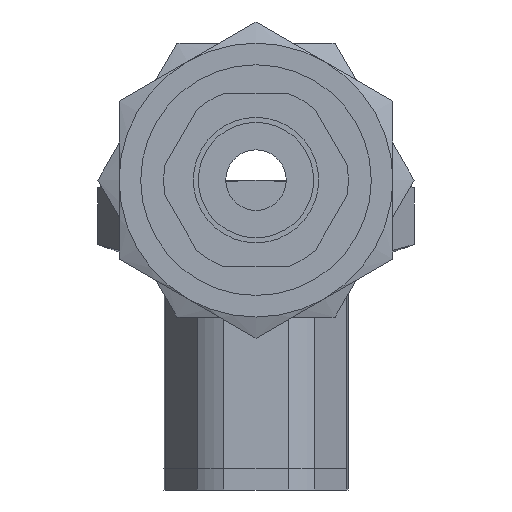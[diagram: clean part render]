
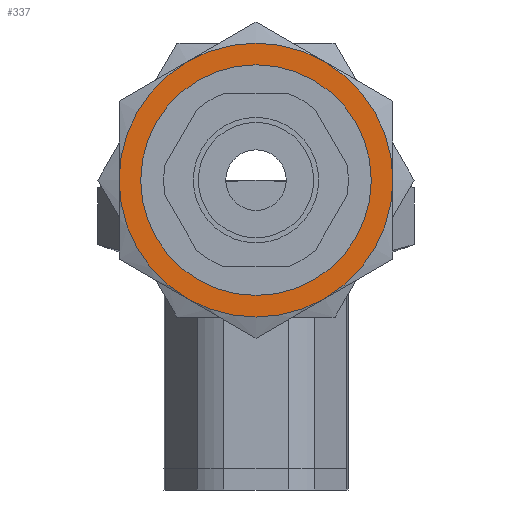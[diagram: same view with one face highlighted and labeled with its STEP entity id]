
A CAD part, front view. The second image highlights one B-rep face of the part: STEP entity #337.
In plain terms, the highlighted face is planar.
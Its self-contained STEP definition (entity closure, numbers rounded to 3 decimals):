
#337 = ADVANCED_FACE( 'NONE', ( #558, #559 ), #560, .F. );
#558 = FACE_OUTER_BOUND( '', #741, .T. );
#559 = FACE_BOUND( '', #742, .T. );
#560 = PLANE( '', #743 );
#741 = EDGE_LOOP( '', ( #1043, #1044, #1045, #1046, #1047, #1048 ) );
#742 = EDGE_LOOP( '', ( #1049 ) );
#743 = AXIS2_PLACEMENT_3D( '', #1050, #1051, #1052 );
#1043 = ORIENTED_EDGE( '', *, *, #1418, .T. );
#1044 = ORIENTED_EDGE( '', *, *, #1400, .T. );
#1045 = ORIENTED_EDGE( '', *, *, #1416, .T. );
#1046 = ORIENTED_EDGE( '', *, *, #1399, .T. );
#1047 = ORIENTED_EDGE( '', *, *, #1397, .T. );
#1048 = ORIENTED_EDGE( '', *, *, #1380, .T. );
#1049 = ORIENTED_EDGE( '', *, *, #1396, .F. );
#1050 = CARTESIAN_POINT( '', ( 10.97, 0., 0. ) );
#1051 = DIRECTION( '', ( 0., 0., -1. ) );
#1052 = DIRECTION( '', ( 0., -1., 0. ) );
#1380 = EDGE_CURVE( 'NONE', #1551, #1554, #1556, .T. );
#1396 = EDGE_CURVE( 'NONE', #1582, #1582, #1583, .T. );
#1397 = EDGE_CURVE( 'NONE', #1575, #1551, #1584, .T. );
#1399 = EDGE_CURVE( 'NONE', #1585, #1575, #1587, .T. );
#1400 = EDGE_CURVE( 'NONE', #1588, #1589, #1590, .T. );
#1416 = EDGE_CURVE( 'NONE', #1589, #1585, #1612, .T. );
#1418 = EDGE_CURVE( 'NONE', #1554, #1588, #1614, .T. );
#1551 = VERTEX_POINT( 'NONE', #1727 );
#1554 = VERTEX_POINT( 'NONE', #1735 );
#1556 = CIRCLE( '', #1742, 9.5 );
#1575 = VERTEX_POINT( 'NONE', #1778 );
#1582 = VERTEX_POINT( '', #1801 );
#1583 = CIRCLE( '', #1802, 7.5 );
#1584 = CIRCLE( '', #1803, 9.5 );
#1585 = VERTEX_POINT( 'NONE', #1804 );
#1587 = CIRCLE( '', #1811, 9.5 );
#1588 = VERTEX_POINT( 'NONE', #1812 );
#1589 = VERTEX_POINT( 'NONE', #1813 );
#1590 = CIRCLE( '', #1814, 9.5 );
#1612 = CIRCLE( '', #1899, 9.5 );
#1614 = CIRCLE( '', #1906, 9.5 );
#1727 = CARTESIAN_POINT( '', ( 8.227, 4.75, 0. ) );
#1735 = CARTESIAN_POINT( '', ( 0., 9.5, 0. ) );
#1742 = AXIS2_PLACEMENT_3D( '', #2030, #2031, #2032 );
#1778 = CARTESIAN_POINT( '', ( 8.227, -4.75, 0. ) );
#1801 = CARTESIAN_POINT( '', ( 7.5, 0., 0. ) );
#1802 = AXIS2_PLACEMENT_3D( '', #2054, #2055, #2056 );
#1803 = AXIS2_PLACEMENT_3D( '', #2057, #2058, #2059 );
#1804 = CARTESIAN_POINT( '', ( 0., -9.5, 0. ) );
#1811 = AXIS2_PLACEMENT_3D( '', #2060, #2061, #2062 );
#1812 = CARTESIAN_POINT( '', ( -8.227, 4.75, 0. ) );
#1813 = CARTESIAN_POINT( '', ( -8.227, -4.75, 0. ) );
#1814 = AXIS2_PLACEMENT_3D( '', #2063, #2064, #2065 );
#1899 = AXIS2_PLACEMENT_3D( '', #2069, #2070, #2071 );
#1906 = AXIS2_PLACEMENT_3D( '', #2072, #2073, #2074 );
#2030 = CARTESIAN_POINT( '', ( 0., 0., 0. ) );
#2031 = DIRECTION( '', ( 0., 0., 1. ) );
#2032 = DIRECTION( '', ( 1., 0., 0. ) );
#2054 = CARTESIAN_POINT( '', ( 0., 0., 0. ) );
#2055 = DIRECTION( '', ( 0., 0., 1. ) );
#2056 = DIRECTION( '', ( 1., 0., 0. ) );
#2057 = CARTESIAN_POINT( '', ( 0., 0., 0. ) );
#2058 = DIRECTION( '', ( 0., 0., 1. ) );
#2059 = DIRECTION( '', ( -1., 0., 0. ) );
#2060 = CARTESIAN_POINT( '', ( 0., 0., 0. ) );
#2061 = DIRECTION( '', ( 0., 0., 1. ) );
#2062 = DIRECTION( '', ( -1., 0., 0. ) );
#2063 = CARTESIAN_POINT( '', ( 0., 0., 0. ) );
#2064 = DIRECTION( '', ( 0., 0., 1. ) );
#2065 = DIRECTION( '', ( -1., 0., 0. ) );
#2069 = CARTESIAN_POINT( '', ( 0., 0., 0. ) );
#2070 = DIRECTION( '', ( 0., 0., 1. ) );
#2071 = DIRECTION( '', ( -1., 0., 0. ) );
#2072 = CARTESIAN_POINT( '', ( 0., 0., 0. ) );
#2073 = DIRECTION( '', ( 0., 0., 1. ) );
#2074 = DIRECTION( '', ( -1., 0., 0. ) );
